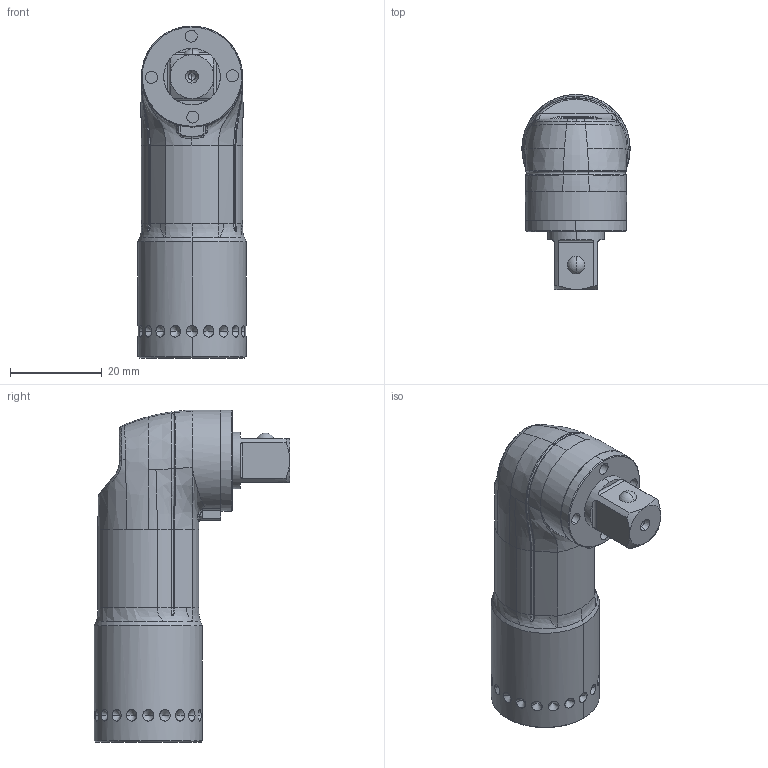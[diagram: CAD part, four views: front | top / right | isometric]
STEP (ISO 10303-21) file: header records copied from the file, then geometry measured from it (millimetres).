
FILE_DESCRIPTION((''),'2;1');
FILE_NAME('4211581280_NOIP','2023-11-24T15:40:45',('TOOmasc'),(''),'CREO PARAMETRIC BY PTC INC, 2022414','CREO PARAMETRIC BY PTC INC, 2022414','');
FILE_SCHEMA(('CONFIG_CONTROL_DESIGN','GEOMETRIC_VALIDATION_PROPERTIES_MIM'));
Length unit declared in the file: millimetre
Products named in the file (1): 4211581280_NOIP
Bounding box: 23.5 x 42.5 x 72.2 mm (x, y, z)
Volume: 31311.5 mm3; surface area: 6807.1 mm2
Topology: 1 solids, 1 shells, 214 faces, 543 edges, 312 vertices
Faces by surface type: bspline 78, cone 55, cylinder 38, plane 34, extrusion 4, torus 3, sphere 2
Entity records: 14634 total; most frequent: CARTESIAN_POINT 7877, ORIENTED_EDGE 998, DIRECTION 703, EDGE_CURVE 499, FILL_AREA_STYLE_COLOUR 379, FILL_AREA_STYLE 379, SURFACE_STYLE_FILL_AREA 379, SURFACE_SIDE_STYLE 379
